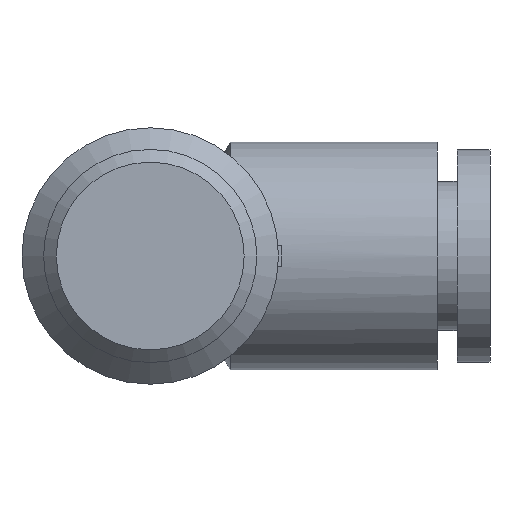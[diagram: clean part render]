
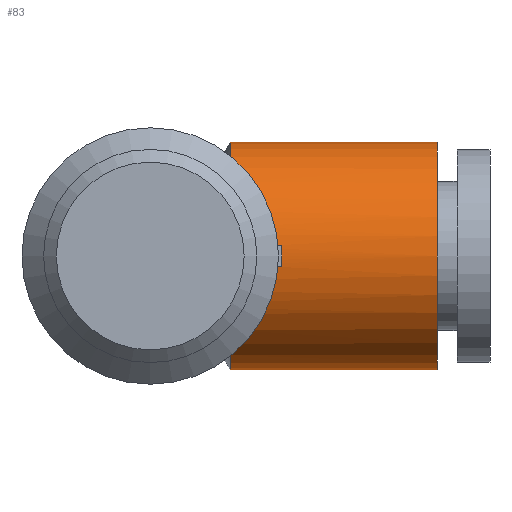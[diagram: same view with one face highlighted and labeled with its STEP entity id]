
A CAD part, front view. The second image highlights one B-rep face of the part: STEP entity #83.
In plain terms, the highlighted cylindrical face has radius 5.2 mm (diameter 10.4 mm), a full revolution.
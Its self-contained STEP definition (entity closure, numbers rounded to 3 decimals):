
#83 = ADVANCED_FACE( '', ( #204, #205 ), #206, .T. );
#204 = FACE_OUTER_BOUND( '', #368, .T. );
#205 = FACE_OUTER_BOUND( '', #369, .T. );
#206 = CYLINDRICAL_SURFACE( '', #370, 5.2 );
#368 = EDGE_LOOP( '', ( #553 ) );
#369 = EDGE_LOOP( '', ( #554, #555, #556, #557, #558, #559, #560 ) );
#370 = AXIS2_PLACEMENT_3D( '', #561, #562, #563 );
#553 = ORIENTED_EDGE( '', *, *, #902, .F. );
#554 = ORIENTED_EDGE( '', *, *, #903, .T. );
#555 = ORIENTED_EDGE( '', *, *, #904, .T. );
#556 = ORIENTED_EDGE( '', *, *, #905, .F. );
#557 = ORIENTED_EDGE( '', *, *, #906, .F. );
#558 = ORIENTED_EDGE( '', *, *, #907, .F. );
#559 = ORIENTED_EDGE( '', *, *, #908, .T. );
#560 = ORIENTED_EDGE( '', *, *, #909, .T. );
#561 = CARTESIAN_POINT( '', ( 14., 12.7, 0. ) );
#562 = DIRECTION( '', ( -1., 0., 0. ) );
#563 = DIRECTION( '', ( 0., 1., 0. ) );
#902 = EDGE_CURVE( '', #1060, #1060, #1061, .T. );
#903 = EDGE_CURVE( '', #1062, #1063, #1064, .T. );
#904 = EDGE_CURVE( '', #1063, #1065, #1066, .T. );
#905 = EDGE_CURVE( '', #1067, #1065, #1068, .T. );
#906 = EDGE_CURVE( '', #1069, #1067, #1070, .T. );
#907 = EDGE_CURVE( '', #1071, #1069, #1072, .T. );
#908 = EDGE_CURVE( '', #1071, #1073, #1074, .T. );
#909 = EDGE_CURVE( '', #1073, #1062, #1075, .T. );
#1060 = VERTEX_POINT( '', #1278 );
#1061 = CIRCLE( '', #1279, 5.2 );
#1062 = VERTEX_POINT( '', #1280 );
#1063 = VERTEX_POINT( '', #1281 );
#1064 = B_SPLINE_CURVE_WITH_KNOTS( '', 3, ( #1282, #1283, #1284, #1285, #1286, #1287, #1288, #1289 ), .UNSPECIFIED., .F., .F., ( 4, 2, 2, 4 ), ( 0., 0.001, 0.002, 0.002 ), .UNSPECIFIED. );
#1065 = VERTEX_POINT( '', #1290 );
#1066 = LINE( '', #1291, #1292 );
#1067 = VERTEX_POINT( '', #1293 );
#1068 = CIRCLE( '', #1294, 5.2 );
#1069 = VERTEX_POINT( '', #1295 );
#1070 = CIRCLE( '', #1296, 5.2 );
#1071 = VERTEX_POINT( '', #1297 );
#1072 = LINE( '', #1298, #1299 );
#1073 = VERTEX_POINT( '', #1300 );
#1074 = B_SPLINE_CURVE_WITH_KNOTS( '', 3, ( #1301, #1302, #1303, #1304, #1305, #1306, #1307, #1308 ), .UNSPECIFIED., .F., .F., ( 4, 2, 2, 4 ), ( 0.003, 0.004, 0.005, 0.006 ), .UNSPECIFIED. );
#1075 = CIRCLE( '', #1309, 5.2 );
#1278 = CARTESIAN_POINT( '', ( 13.1, 17.9, 0. ) );
#1279 = AXIS2_PLACEMENT_3D( '', #1548, #1549, #1550 );
#1280 = CARTESIAN_POINT( '', ( 3.65, 8.215, 2.632 ) );
#1281 = CARTESIAN_POINT( '', ( 4.472, 7.524, 0.5 ) );
#1282 = CARTESIAN_POINT( '', ( 3.65, 8.215, 2.632 ) );
#1283 = CARTESIAN_POINT( '', ( 3.865, 8.04, 2.333 ) );
#1284 = CARTESIAN_POINT( '', ( 4.046, 7.888, 2.007 ) );
#1285 = CARTESIAN_POINT( '', ( 4.259, 7.707, 1.465 ) );
#1286 = CARTESIAN_POINT( '', ( 4.32, 7.655, 1.277 ) );
#1287 = CARTESIAN_POINT( '', ( 4.415, 7.574, 0.895 ) );
#1288 = CARTESIAN_POINT( '', ( 4.45, 7.543, 0.7 ) );
#1289 = CARTESIAN_POINT( '', ( 4.472, 7.524, 0.5 ) );
#1290 = CARTESIAN_POINT( '', ( 6., 7.524, 0.5 ) );
#1291 = CARTESIAN_POINT( '', ( 14., 7.524, 0.5 ) );
#1292 = VECTOR( '', #1551, 1000. );
#1293 = CARTESIAN_POINT( '', ( 6., 7.5, 0. ) );
#1294 = AXIS2_PLACEMENT_3D( '', #1552, #1553, #1554 );
#1295 = CARTESIAN_POINT( '', ( 6., 7.524, -0.5 ) );
#1296 = AXIS2_PLACEMENT_3D( '', #1555, #1556, #1557 );
#1297 = CARTESIAN_POINT( '', ( 4.472, 7.524, -0.5 ) );
#1298 = CARTESIAN_POINT( '', ( 14., 7.524, -0.5 ) );
#1299 = VECTOR( '', #1558, 1000. );
#1300 = CARTESIAN_POINT( '', ( 3.65, 8.215, -2.632 ) );
#1301 = CARTESIAN_POINT( '', ( 4.472, 7.524, -0.5 ) );
#1302 = CARTESIAN_POINT( '', ( 4.45, 7.543, -0.698 ) );
#1303 = CARTESIAN_POINT( '', ( 4.414, 7.574, -0.896 ) );
#1304 = CARTESIAN_POINT( '', ( 4.318, 7.656, -1.281 ) );
#1305 = CARTESIAN_POINT( '', ( 4.259, 7.707, -1.466 ) );
#1306 = CARTESIAN_POINT( '', ( 4.048, 7.886, -2.003 ) );
#1307 = CARTESIAN_POINT( '', ( 3.864, 8.041, -2.335 ) );
#1308 = CARTESIAN_POINT( '', ( 3.65, 8.215, -2.632 ) );
#1309 = AXIS2_PLACEMENT_3D( '', #1559, #1560, #1561 );
#1548 = CARTESIAN_POINT( '', ( 13.1, 12.7, 0. ) );
#1549 = DIRECTION( '', ( 1., 0., 0. ) );
#1550 = DIRECTION( '', ( 0., 1., 0. ) );
#1551 = DIRECTION( '', ( 1., 0., 0. ) );
#1552 = CARTESIAN_POINT( '', ( 6., 12.7, 0. ) );
#1553 = DIRECTION( '', ( -1., 0., 0. ) );
#1554 = DIRECTION( '', ( 0., 0., 1. ) );
#1555 = CARTESIAN_POINT( '', ( 6., 12.7, 0. ) );
#1556 = DIRECTION( '', ( -1., 0., 0. ) );
#1557 = DIRECTION( '', ( 0., 0., 1. ) );
#1558 = DIRECTION( '', ( 1., 0., 0. ) );
#1559 = CARTESIAN_POINT( '', ( 3.65, 12.7, 0. ) );
#1560 = DIRECTION( '', ( 1., 0., 0. ) );
#1561 = DIRECTION( '', ( 0., 1., 0. ) );
